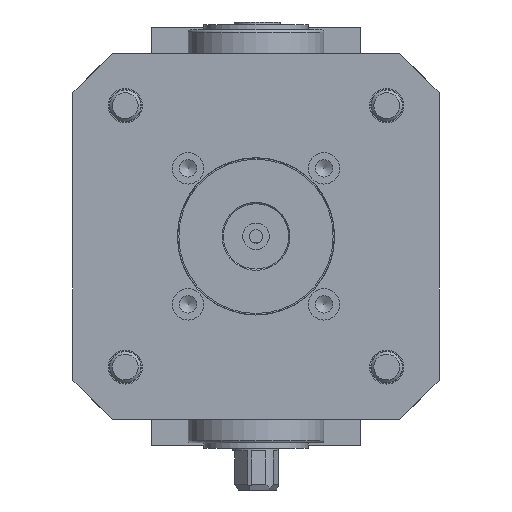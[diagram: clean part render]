
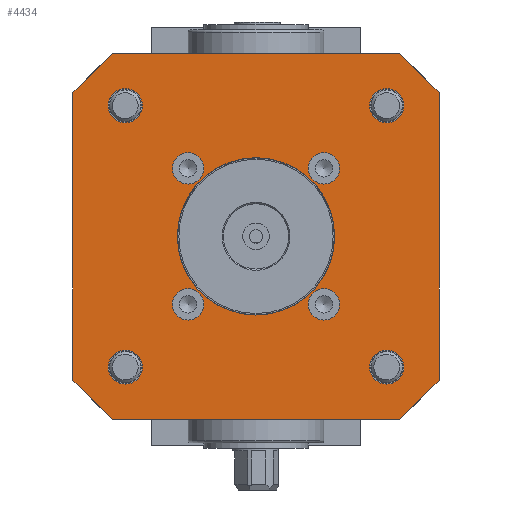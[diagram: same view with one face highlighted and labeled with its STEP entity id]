
A CAD part, front view. The second image highlights one B-rep face of the part: STEP entity #4434.
In plain terms, the highlighted planar face has unit normal (0, -1, 0).
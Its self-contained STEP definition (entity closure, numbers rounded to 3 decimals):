
#3290=CARTESIAN_POINT('',(12.894,-63.576,20.0));
#3291=VERTEX_POINT('',#3290);
#3292=CARTESIAN_POINT('',(19.394,-63.576,20.0));
#3293=DIRECTION('',(0.0,1.0,0.0));
#3294=DIRECTION('',(1.0,0.0,0.0));
#3295=AXIS2_PLACEMENT_3D('',#3292,#3293,#3294);
#3296=CIRCLE('',#3295,6.5);
#3297=EDGE_CURVE('',#3291,#3291,#3296,.T.);
#3390=CARTESIAN_POINT('',(12.894,-63.576,120.0));
#3391=VERTEX_POINT('',#3390);
#3392=CARTESIAN_POINT('',(19.394,-63.576,120.0));
#3393=DIRECTION('',(0.0,1.0,0.0));
#3394=DIRECTION('',(1.0,0.0,0.0));
#3395=AXIS2_PLACEMENT_3D('',#3392,#3393,#3394);
#3396=CIRCLE('',#3395,6.5);
#3397=EDGE_CURVE('',#3391,#3391,#3396,.T.);
#3490=CARTESIAN_POINT('',(112.894,-63.576,120.0));
#3491=VERTEX_POINT('',#3490);
#3492=CARTESIAN_POINT('',(119.394,-63.576,120.0));
#3493=DIRECTION('',(0.0,1.0,0.0));
#3494=DIRECTION('',(1.0,0.0,0.0));
#3495=AXIS2_PLACEMENT_3D('',#3492,#3493,#3494);
#3496=CIRCLE('',#3495,6.5);
#3497=EDGE_CURVE('',#3491,#3491,#3496,.T.);
#3590=CARTESIAN_POINT('',(112.894,-63.576,20.0));
#3591=VERTEX_POINT('',#3590);
#3592=CARTESIAN_POINT('',(119.394,-63.576,20.0));
#3593=DIRECTION('',(0.0,1.0,0.0));
#3594=DIRECTION('',(1.0,0.0,0.0));
#3595=AXIS2_PLACEMENT_3D('',#3592,#3593,#3594);
#3596=CIRCLE('',#3595,6.5);
#3597=EDGE_CURVE('',#3591,#3591,#3596,.T.);
#3740=CARTESIAN_POINT('',(139.394,-63.576,125.0));
#3741=VERTEX_POINT('',#3740);
#3748=CARTESIAN_POINT('',(139.394,-63.576,15.0));
#3749=VERTEX_POINT('',#3748);
#3750=CARTESIAN_POINT('',(139.394,-63.576,125.0));
#3751=DIRECTION('',(0.0,0.0,-1.0));
#3752=VECTOR('',#3751,110.0);
#3753=LINE('',#3750,#3752);
#3754=EDGE_CURVE('',#3741,#3749,#3753,.T.);
#3780=CARTESIAN_POINT('',(124.394,-63.576,140.0));
#3781=VERTEX_POINT('',#3780);
#3788=CARTESIAN_POINT('',(124.394,-63.576,140.0));
#3789=DIRECTION('',(0.707,0.0,-0.707));
#3790=VECTOR('',#3789,21.213);
#3791=LINE('',#3788,#3790);
#3792=EDGE_CURVE('',#3781,#3741,#3791,.T.);
#3844=CARTESIAN_POINT('',(14.394,-63.576,140.0));
#3845=VERTEX_POINT('',#3844);
#3854=CARTESIAN_POINT('',(14.394,-63.576,140.0));
#3855=DIRECTION('',(1.0,0.0,0.0));
#3856=VECTOR('',#3855,110.);
#3857=LINE('',#3854,#3856);
#3858=EDGE_CURVE('',#3845,#3781,#3857,.T.);
#3939=CARTESIAN_POINT('',(14.394,-63.576,0.0));
#3940=VERTEX_POINT('',#3939);
#3959=CARTESIAN_POINT('',(124.394,-63.576,0.0));
#3960=VERTEX_POINT('',#3959);
#3967=CARTESIAN_POINT('',(124.394,-63.576,0.0));
#3968=DIRECTION('',(-1.0,0.0,0.0));
#3969=VECTOR('',#3968,110.);
#3970=LINE('',#3967,#3969);
#3971=EDGE_CURVE('',#3960,#3940,#3970,.T.);
#3992=CARTESIAN_POINT('',(-0.606,-63.576,15.0));
#3993=VERTEX_POINT('',#3992);
#4000=CARTESIAN_POINT('',(-0.606,-63.576,125.0));
#4001=VERTEX_POINT('',#4000);
#4002=CARTESIAN_POINT('',(-0.606,-63.576,15.0));
#4003=DIRECTION('',(0.0,0.0,1.0));
#4004=VECTOR('',#4003,110.0);
#4005=LINE('',#4002,#4004);
#4006=EDGE_CURVE('',#3993,#4001,#4005,.T.);
#4031=CARTESIAN_POINT('',(14.394,-63.576,0.));
#4032=DIRECTION('',(-0.707,0.0,0.707));
#4033=VECTOR('',#4032,21.213);
#4034=LINE('',#4031,#4033);
#4035=EDGE_CURVE('',#3940,#3993,#4034,.T.);
#4055=CARTESIAN_POINT('',(-0.606,-63.576,125.0));
#4056=DIRECTION('',(0.707,0.,0.707));
#4057=VECTOR('',#4056,21.213);
#4058=LINE('',#4055,#4057);
#4059=EDGE_CURVE('',#4001,#3845,#4058,.T.);
#4074=CARTESIAN_POINT('',(139.394,-63.576,15.));
#4075=DIRECTION('',(-0.707,0.,-0.707));
#4076=VECTOR('',#4075,21.213);
#4077=LINE('',#4074,#4076);
#4078=EDGE_CURVE('',#3749,#3960,#4077,.T.);
#4352=CARTESIAN_POINT('',(187.663,-63.576,140.0));
#4353=DIRECTION('',(0.0,1.0,0.0));
#4354=DIRECTION('',(0.0,0.0,1.0));
#4355=AXIS2_PLACEMENT_3D('',#4352,#4353,#4354);
#4356=PLANE('',#4355);
#4357=ORIENTED_EDGE('',*,*,#4035,.F.);
#4358=ORIENTED_EDGE('',*,*,#3971,.F.);
#4359=ORIENTED_EDGE('',*,*,#4078,.F.);
#4360=ORIENTED_EDGE('',*,*,#3754,.F.);
#4361=ORIENTED_EDGE('',*,*,#3792,.F.);
#4362=ORIENTED_EDGE('',*,*,#3858,.F.);
#4363=ORIENTED_EDGE('',*,*,#4059,.F.);
#4364=ORIENTED_EDGE('',*,*,#4006,.F.);
#4365=EDGE_LOOP('',(#4357,#4358,#4359,#4360,#4361,#4362,#4363,#4364));
#4366=FACE_OUTER_BOUND('',#4365,.T.);
#4367=CARTESIAN_POINT('',(49.394,-63.576,44.));
#4368=VERTEX_POINT('',#4367);
#4369=CARTESIAN_POINT('',(43.394,-63.576,44.));
#4370=DIRECTION('',(0.0,1.0,0.0));
#4371=DIRECTION('',(1.0,0.0,0.0));
#4372=AXIS2_PLACEMENT_3D('',#4369,#4370,#4371);
#4373=CIRCLE('',#4372,6.);
#4374=EDGE_CURVE('',#4368,#4368,#4373,.T.);
#4375=ORIENTED_EDGE('',*,*,#4374,.T.);
#4376=EDGE_LOOP('',(#4375));
#4377=FACE_BOUND('',#4376,.T.);
#4378=CARTESIAN_POINT('',(101.394,-63.576,44.));
#4379=VERTEX_POINT('',#4378);
#4380=CARTESIAN_POINT('',(95.394,-63.576,44.));
#4381=DIRECTION('',(0.0,1.0,0.0));
#4382=DIRECTION('',(1.0,0.0,0.0));
#4383=AXIS2_PLACEMENT_3D('',#4380,#4381,#4382);
#4384=CIRCLE('',#4383,6.);
#4385=EDGE_CURVE('',#4379,#4379,#4384,.T.);
#4386=ORIENTED_EDGE('',*,*,#4385,.T.);
#4387=EDGE_LOOP('',(#4386));
#4388=FACE_BOUND('',#4387,.T.);
#4389=CARTESIAN_POINT('',(101.394,-63.576,96.0));
#4390=VERTEX_POINT('',#4389);
#4391=CARTESIAN_POINT('',(95.394,-63.576,96.0));
#4392=DIRECTION('',(0.0,1.0,0.0));
#4393=DIRECTION('',(1.0,0.0,0.0));
#4394=AXIS2_PLACEMENT_3D('',#4391,#4392,#4393);
#4395=CIRCLE('',#4394,6.);
#4396=EDGE_CURVE('',#4390,#4390,#4395,.T.);
#4397=ORIENTED_EDGE('',*,*,#4396,.T.);
#4398=EDGE_LOOP('',(#4397));
#4399=FACE_BOUND('',#4398,.T.);
#4400=CARTESIAN_POINT('',(49.394,-63.576,96.0));
#4401=VERTEX_POINT('',#4400);
#4402=CARTESIAN_POINT('',(43.394,-63.576,96.0));
#4403=DIRECTION('',(0.0,1.0,0.0));
#4404=DIRECTION('',(1.0,0.0,0.0));
#4405=AXIS2_PLACEMENT_3D('',#4402,#4403,#4404);
#4406=CIRCLE('',#4405,6.);
#4407=EDGE_CURVE('',#4401,#4401,#4406,.T.);
#4408=ORIENTED_EDGE('',*,*,#4407,.T.);
#4409=EDGE_LOOP('',(#4408));
#4410=FACE_BOUND('',#4409,.T.);
#4411=ORIENTED_EDGE('',*,*,#3297,.T.);
#4412=EDGE_LOOP('',(#4411));
#4413=FACE_BOUND('',#4412,.T.);
#4414=ORIENTED_EDGE('',*,*,#3397,.T.);
#4415=EDGE_LOOP('',(#4414));
#4416=FACE_BOUND('',#4415,.T.);
#4417=ORIENTED_EDGE('',*,*,#3497,.T.);
#4418=EDGE_LOOP('',(#4417));
#4419=FACE_BOUND('',#4418,.T.);
#4420=ORIENTED_EDGE('',*,*,#3597,.T.);
#4421=EDGE_LOOP('',(#4420));
#4422=FACE_BOUND('',#4421,.T.);
#4423=CARTESIAN_POINT('',(39.294,-63.576,70.0));
#4424=VERTEX_POINT('',#4423);
#4425=CARTESIAN_POINT('',(69.394,-63.576,70.0));
#4426=DIRECTION('',(0.0,-1.0,0.0));
#4427=DIRECTION('',(1.0,0.0,0.0));
#4428=AXIS2_PLACEMENT_3D('',#4425,#4426,#4427);
#4429=CIRCLE('',#4428,30.1);
#4430=EDGE_CURVE('',#4424,#4424,#4429,.T.);
#4431=ORIENTED_EDGE('',*,*,#4430,.F.);
#4432=EDGE_LOOP('',(#4431));
#4433=FACE_BOUND('',#4432,.T.);
#4434=ADVANCED_FACE('',(#4366,#4377,#4388,#4399,#4410,#4413,#4416,#4419,#4422,#4433),#4356,.F.);
